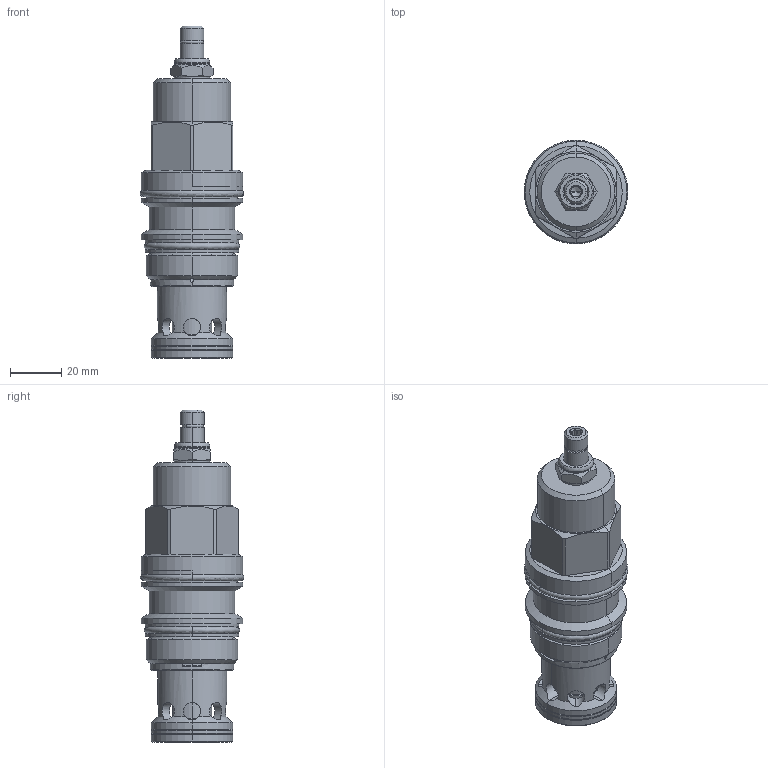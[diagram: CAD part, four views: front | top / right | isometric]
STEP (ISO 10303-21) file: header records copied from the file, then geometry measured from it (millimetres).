
FILE_DESCRIPTION((''),'2;1');
FILE_NAME('RVGS-LAN_PRT','2012-10-10T',('Administrator'),(''),'PRO/ENGINEER BY PARAMETRIC TECHNOLOGY CORPORATION, 2006240','PRO/ENGINEER BY PARAMETRIC TECHNOLOGY CORPORATION, 2006240','');
FILE_SCHEMA(('CONFIG_CONTROL_DESIGN'));
Length unit declared in the file: inch
Products named in the file (1): RVGS-LAN_PRT
Bounding box: 40.36 x 40.34 x 129.39 mm (x, y, z)
Volume: 83847 mm3; surface area: 27856.1 mm2
Topology: 5 solids, 5 shells, 314 faces, 760 edges, 455 vertices
Faces by surface type: cylinder 125, cone 73, plane 73, torus 25, bspline 8, revolution 8, sphere 2
Entity records: 12630 total; most frequent: CARTESIAN_POINT 5275, DIRECTION 1590, ORIENTED_EDGE 1504, EDGE_CURVE 752, AXIS2_PLACEMENT_3D 666, VERTEX_POINT 455, CIRCLE 368, EDGE_LOOP 347
